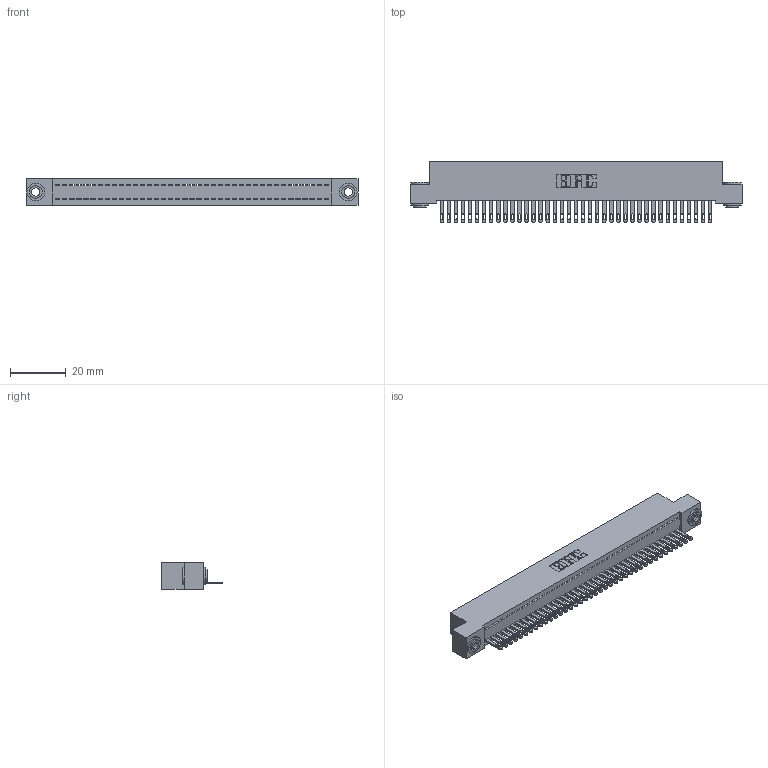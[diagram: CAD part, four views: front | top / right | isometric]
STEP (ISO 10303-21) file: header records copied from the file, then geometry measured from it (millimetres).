
FILE_DESCRIPTION (( 'STEP AP203' ), '1' );
FILE_NAME ('892-039-500-103.STEP', '2020-09-21T16:17:21', ( '' ), ( '' ), 'SwSTEP 2.0', 'SolidWorks 2020', '' );
FILE_SCHEMA (( 'CONFIG_CONTROL_DESIGN' ));
Length unit declared in the file: inch
Products named in the file (4): 342-250-002_345-250-002-102; 842 Part_.156 TH; 892-039-500-103; 345-292-001_345-293-100
Assembly tree (42 placements, depth 2):
  892-039-500-103
    842 Part_.156 TH
    345-292-001_345-293-100  x39
    342-250-002_345-250-002-102  x2
Bounding box: 119.38 x 21.85 x 9.4 mm (x, y, z)
Volume: 10503.1 mm3; surface area: 15670.3 mm2
Topology: 42 solids, 42 shells, 2254 faces, 6927 edges, 4614 vertices
Faces by surface type: plane 1480, cylinder 766, cone 8
Entity records: 24678 total; most frequent: CARTESIAN_POINT 4234, ORIENTED_EDGE 4202, DIRECTION 3613, EDGE_CURVE 2101, VECTOR 1945, LINE 1945, VERTEX_POINT 1398, AXIS2_PLACEMENT_3D 834
